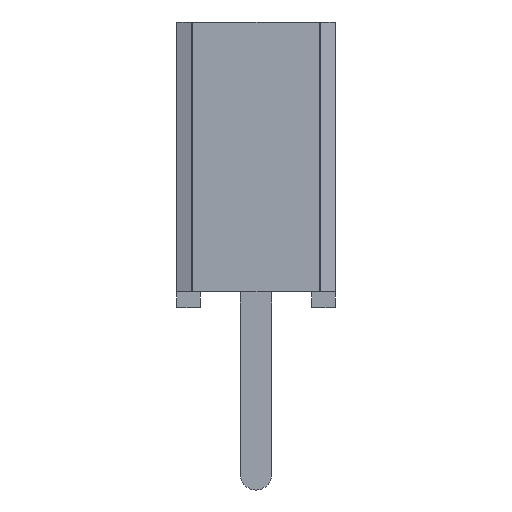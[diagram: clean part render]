
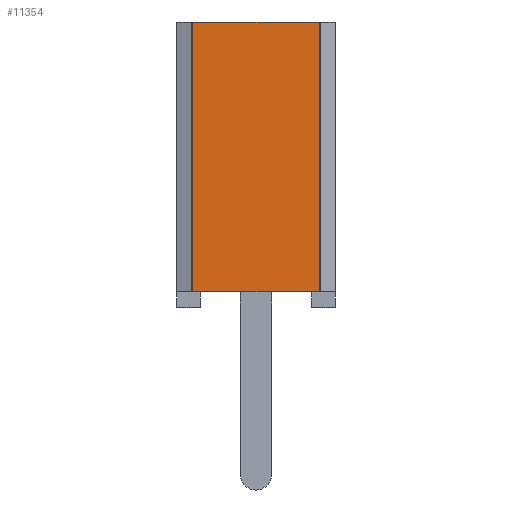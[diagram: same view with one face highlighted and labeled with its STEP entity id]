
A CAD part, left-side view. The second image highlights one B-rep face of the part: STEP entity #11354.
In plain terms, the highlighted planar face has unit normal (-1, 0, 0).
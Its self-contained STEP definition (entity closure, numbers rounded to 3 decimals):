
#11354 = ADVANCED_FACE('',(#11355),#11389,.F.);
#11355 = FACE_BOUND('',#11356,.T.);
#11356 = EDGE_LOOP('',(#11357,#11367,#11375,#11383));
#11357 = ORIENTED_EDGE('',*,*,#11358,.T.);
#11358 = EDGE_CURVE('',#11359,#11361,#11363,.T.);
#11359 = VERTEX_POINT('',#11360);
#11360 = CARTESIAN_POINT('',(-31.229,1.026,4.572));
#11361 = VERTEX_POINT('',#11362);
#11362 = CARTESIAN_POINT('',(-31.229,1.026,0.254));
#11363 = LINE('',#11364,#11365);
#11364 = CARTESIAN_POINT('',(-31.229,1.026,4.572));
#11365 = VECTOR('',#11366,1.);
#11366 = DIRECTION('',(0.,0.,-1.));
#11367 = ORIENTED_EDGE('',*,*,#11368,.T.);
#11368 = EDGE_CURVE('',#11361,#11369,#11371,.T.);
#11369 = VERTEX_POINT('',#11370);
#11370 = CARTESIAN_POINT('',(-31.229,-1.026,0.254));
#11371 = LINE('',#11372,#11373);
#11372 = CARTESIAN_POINT('',(-31.229,0.889,0.254));
#11373 = VECTOR('',#11374,1.);
#11374 = DIRECTION('',(0.,-1.,0.));
#11375 = ORIENTED_EDGE('',*,*,#11376,.T.);
#11376 = EDGE_CURVE('',#11369,#11377,#11379,.T.);
#11377 = VERTEX_POINT('',#11378);
#11378 = CARTESIAN_POINT('',(-31.229,-1.026,4.572));
#11379 = LINE('',#11380,#11381);
#11380 = CARTESIAN_POINT('',(-31.229,-1.026,4.572));
#11381 = VECTOR('',#11382,1.);
#11382 = DIRECTION('',(0.,0.,1.));
#11383 = ORIENTED_EDGE('',*,*,#11384,.F.);
#11384 = EDGE_CURVE('',#11359,#11377,#11385,.T.);
#11385 = LINE('',#11386,#11387);
#11386 = CARTESIAN_POINT('',(-31.229,1.27,4.572));
#11387 = VECTOR('',#11388,1.);
#11388 = DIRECTION('',(0.,-1.,0.));
#11389 = PLANE('',#11390);
#11390 = AXIS2_PLACEMENT_3D('',#11391,#11392,#11393);
#11391 = CARTESIAN_POINT('',(-31.229,1.27,4.572));
#11392 = DIRECTION('',(1.,0.,0.));
#11393 = DIRECTION('',(0.,1.,0.));
